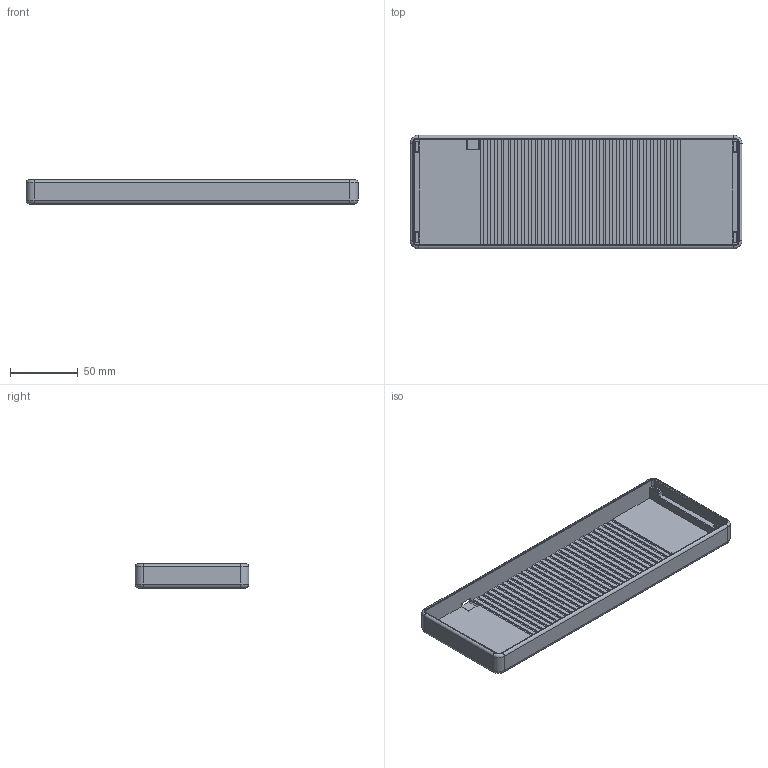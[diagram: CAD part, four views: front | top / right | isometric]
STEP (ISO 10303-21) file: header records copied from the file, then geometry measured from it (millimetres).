
FILE_DESCRIPTION(/* description */ ('KiCad electronic assembly'),/* implementation_level */ '2;1');
FILE_NAME(/* name */ 'rhyn47_direct_case.step',/* time_stamp */ '2025-06-14T17:58:16+09:00',/* author */ (''),/* organization */ (''),/* preprocessor_version */ 'ST-DEVELOPER v20.1',/* originating_system */ 'Autodesk Translation Framework v14.10.0.0',/* authorisation */ '');
FILE_SCHEMA (('AUTOMOTIVE_DESIGN { 1 0 10303 214 3 1 1 }'));
Length unit declared in the file: millimetre
Products named in the file (1): rhyn-oc47-top_plate_3dcase 1
Bounding box: 244.5 x 83.5 x 17.8 mm (x, y, z)
Volume: 77279 mm3; surface area: 66551.4 mm2
Topology: 1 solids, 1 shells, 284 faces, 787 edges, 512 vertices
Faces by surface type: plane 210, cylinder 62, torus 8, bspline 4
Entity records: 9039 total; most frequent: CARTESIAN_POINT 1662, ORIENTED_EDGE 1574, DIRECTION 1479, EDGE_CURVE 787, LINE 645, VECTOR 645, VERTEX_POINT 512, AXIS2_PLACEMENT_3D 417
